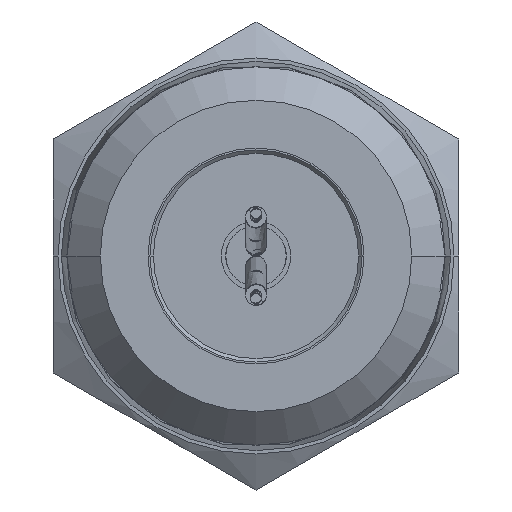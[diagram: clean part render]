
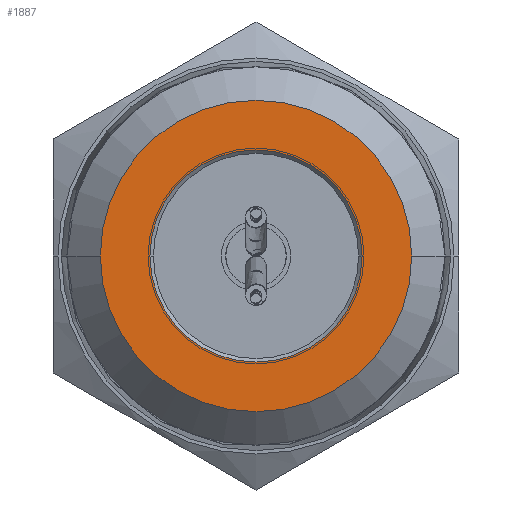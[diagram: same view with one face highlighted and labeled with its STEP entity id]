
A CAD part, left-side view. The second image highlights one B-rep face of the part: STEP entity #1887.
In plain terms, the highlighted planar face has unit normal (-1, 0, 0).
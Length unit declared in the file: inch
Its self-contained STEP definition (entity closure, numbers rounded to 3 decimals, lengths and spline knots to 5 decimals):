
#35 = EDGE_CURVE ( 'NONE', #432, #1800, #1838, .T. ) ;
#36 = EDGE_LOOP ( 'NONE', ( #435, #450 ) ) ;
#49 = EDGE_CURVE ( 'NONE', #1800, #432, #2023, .T. ) ;
#162 = CARTESIAN_POINT ( 'NONE',  ( -1.22, 0.229, 0. ) ) ;
#179 = EDGE_CURVE ( 'NONE', #227, #1856, #2338, .T. ) ;
#186 = CARTESIAN_POINT ( 'NONE',  ( -1.22, -0.20305, 0. ) ) ;
#227 = VERTEX_POINT ( 'NONE', #162 ) ;
#299 = DIRECTION ( 'NONE',  ( 0., 1., 0. ) ) ;
#432 = VERTEX_POINT ( 'NONE', #469 ) ;
#435 = ORIENTED_EDGE ( 'NONE', *, *, #35, .T. ) ;
#450 = ORIENTED_EDGE ( 'NONE', *, *, #49, .T. ) ;
#469 = CARTESIAN_POINT ( 'NONE',  ( -1.22, 0.33611, 0. ) ) ;
#489 = CARTESIAN_POINT ( 'NONE',  ( -1.22, 0., 0. ) ) ;
#566 = DIRECTION ( 'NONE',  ( 0., -1., 0. ) ) ;
#670 = CARTESIAN_POINT ( 'NONE',  ( -1.22, 0., 0. ) ) ;
#673 = EDGE_LOOP ( 'NONE', ( #1073, #1706 ) ) ;
#682 = DIRECTION ( 'NONE',  ( -1., 0., 0. ) ) ;
#710 = AXIS2_PLACEMENT_3D ( 'NONE', #489, #682, #299 ) ;
#718 = DIRECTION ( 'NONE',  ( 1., 0., 0. ) ) ;
#771 = FACE_OUTER_BOUND ( 'NONE', #36, .T. ) ;
#875 = DIRECTION ( 'NONE',  ( -1., 0., 0. ) ) ;
#942 = CARTESIAN_POINT ( 'NONE',  ( -1.22, -0.33611, 0. ) ) ;
#981 = AXIS2_PLACEMENT_3D ( 'NONE', #186, #1471, #2431 ) ;
#1073 = ORIENTED_EDGE ( 'NONE', *, *, #1438, .T. ) ;
#1107 = CARTESIAN_POINT ( 'NONE',  ( -1.22, 0., 0. ) ) ;
#1276 = DIRECTION ( 'NONE',  ( 0., -1., 0. ) ) ;
#1316 = CARTESIAN_POINT ( 'NONE',  ( -1.22, -0.229, 0. ) ) ;
#1438 = EDGE_CURVE ( 'NONE', #1856, #227, #1990, .T. ) ;
#1471 = DIRECTION ( 'NONE',  ( -1., 0., 0. ) ) ;
#1634 = AXIS2_PLACEMENT_3D ( 'NONE', #1107, #718, #1276 ) ;
#1673 = CARTESIAN_POINT ( 'NONE',  ( -1.22, 0., 0. ) ) ;
#1675 = AXIS2_PLACEMENT_3D ( 'NONE', #670, #875, #2353 ) ;
#1706 = ORIENTED_EDGE ( 'NONE', *, *, #179, .T. ) ;
#1713 = AXIS2_PLACEMENT_3D ( 'NONE', #1673, #2427, #566 ) ;
#1800 = VERTEX_POINT ( 'NONE', #942 ) ;
#1838 = CIRCLE ( 'NONE', #1675, 0.33611 ) ;
#1856 = VERTEX_POINT ( 'NONE', #1316 ) ;
#1863 = FACE_BOUND ( 'NONE', #673, .T. ) ;
#1887 = ADVANCED_FACE ( 'NONE', ( #1863, #771 ), #2264, .T. ) ;
#1990 = CIRCLE ( 'NONE', #1634, 0.229 ) ;
#2023 = CIRCLE ( 'NONE', #710, 0.33611 ) ;
#2264 = PLANE ( 'NONE',  #981 ) ;
#2338 = CIRCLE ( 'NONE', #1713, 0.229 ) ;
#2353 = DIRECTION ( 'NONE',  ( 0., 1., 0. ) ) ;
#2427 = DIRECTION ( 'NONE',  ( 1., 0., 0. ) ) ;
#2431 = DIRECTION ( 'NONE',  ( 0., -1., 0. ) ) ;
